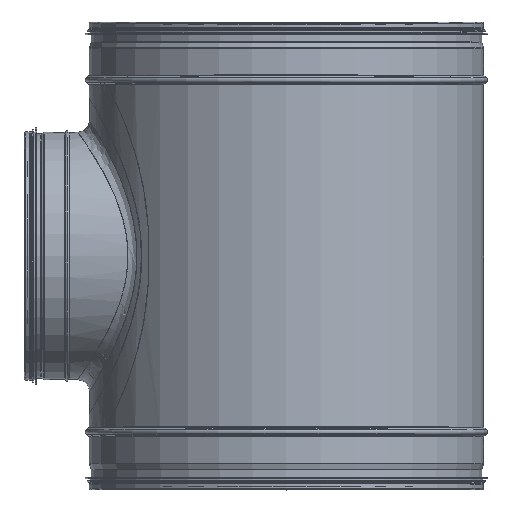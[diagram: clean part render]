
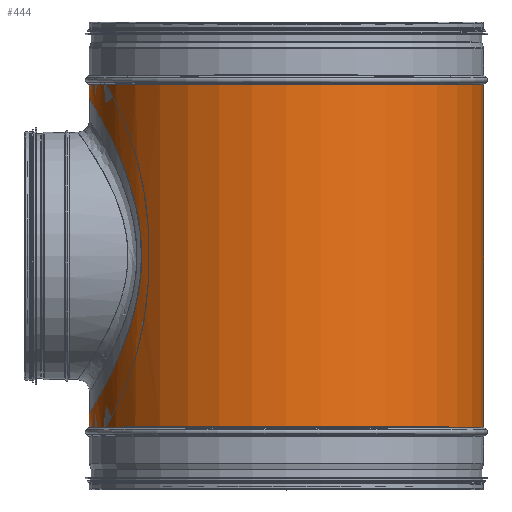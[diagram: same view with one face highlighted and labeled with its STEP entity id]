
A CAD part, top view. The second image highlights one B-rep face of the part: STEP entity #444.
In plain terms, the highlighted cylindrical face has radius 249.375 mm (diameter 498.75 mm), a full revolution.
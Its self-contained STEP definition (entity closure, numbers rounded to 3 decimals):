
#125=CARTESIAN_POINT('',(-183.375,295.,-169.001));
#126=VERTEX_POINT('',#125);
#162=CARTESIAN_POINT('',(-183.375,295.,169.001));
#163=VERTEX_POINT('',#162);
#186=CARTESIAN_POINT('',(-249.375,95.,0.));
#187=VERTEX_POINT('',#186);
#188=CARTESIAN_POINT('',(-183.375,295.,169.001));
#189=CARTESIAN_POINT('',(-183.375,289.109,169.001));
#190=CARTESIAN_POINT('',(-183.575,283.126,168.786));
#191=CARTESIAN_POINT('',(-184.393,271.081,167.892));
#192=CARTESIAN_POINT('',(-185.011,265.021,167.213));
#193=CARTESIAN_POINT('',(-187.47,246.879,164.465));
#194=CARTESIAN_POINT('',(-189.927,234.841,161.674));
#195=CARTESIAN_POINT('',(-195.999,211.62,154.257));
#196=CARTESIAN_POINT('',(-199.61,200.42,149.625));
#197=CARTESIAN_POINT('',(-207.286,179.436,138.797));
#198=CARTESIAN_POINT('',(-211.344,169.652,132.597));
#199=CARTESIAN_POINT('',(-219.386,151.572,118.844));
#200=CARTESIAN_POINT('',(-223.686,142.646,110.692));
#201=CARTESIAN_POINT('',(-231.846,126.526,92.39));
#202=CARTESIAN_POINT('',(-235.699,119.33,82.238));
#203=CARTESIAN_POINT('',(-240.576,110.45,65.903));
#204=CARTESIAN_POINT('',(-242.055,107.803,60.267));
#205=CARTESIAN_POINT('',(-244.644,103.214,48.707));
#206=CARTESIAN_POINT('',(-245.753,101.272,42.782));
#207=CARTESIAN_POINT('',(-247.547,98.149,30.747));
#208=CARTESIAN_POINT('',(-248.232,96.967,24.636));
#209=CARTESIAN_POINT('',(-249.146,95.393,12.342));
#210=CARTESIAN_POINT('',(-249.375,95.,6.158));
#211=CARTESIAN_POINT('',(-249.375,95.,0.));
#212=B_SPLINE_CURVE_WITH_KNOTS('',3,(#188,#189,#190,#191,#192,#193,#194,#195,#196,#197,#198,#199,#200,#201,#202,#203,#204,#205,#206,#207,#208,#209,#210,#211),.UNSPECIFIED.,.F.,.U.,(4,2,2,2,2,2,2,2,2,2,2,4),(57.836,59.604,61.371,64.905,68.44,71.975,75.67,79.365,81.212,83.06,84.907,86.755),.UNSPECIFIED.);
#213=EDGE_CURVE('',#163,#187,#212,.T.);
#266=CARTESIAN_POINT('',(-249.375,95.,0.));
#267=CARTESIAN_POINT('',(-249.375,95.,-6.158));
#268=CARTESIAN_POINT('',(-249.146,95.393,-12.342));
#269=CARTESIAN_POINT('',(-248.232,96.967,-24.636));
#270=CARTESIAN_POINT('',(-247.547,98.149,-30.747));
#271=CARTESIAN_POINT('',(-245.753,101.272,-42.782));
#272=CARTESIAN_POINT('',(-244.644,103.214,-48.707));
#273=CARTESIAN_POINT('',(-242.055,107.803,-60.267));
#274=CARTESIAN_POINT('',(-240.576,110.45,-65.903));
#275=CARTESIAN_POINT('',(-235.699,119.33,-82.238));
#276=CARTESIAN_POINT('',(-231.846,126.526,-92.39));
#277=CARTESIAN_POINT('',(-223.686,142.646,-110.692));
#278=CARTESIAN_POINT('',(-219.386,151.572,-118.844));
#279=CARTESIAN_POINT('',(-211.344,169.652,-132.597));
#280=CARTESIAN_POINT('',(-207.286,179.436,-138.797));
#281=CARTESIAN_POINT('',(-199.61,200.42,-149.625));
#282=CARTESIAN_POINT('',(-195.999,211.62,-154.257));
#283=CARTESIAN_POINT('',(-189.927,234.841,-161.674));
#284=CARTESIAN_POINT('',(-187.47,246.879,-164.465));
#285=CARTESIAN_POINT('',(-185.011,265.021,-167.213));
#286=CARTESIAN_POINT('',(-184.393,271.081,-167.892));
#287=CARTESIAN_POINT('',(-183.575,283.126,-168.786));
#288=CARTESIAN_POINT('',(-183.375,289.109,-169.001));
#289=CARTESIAN_POINT('',(-183.375,295.,-169.001));
#290=B_SPLINE_CURVE_WITH_KNOTS('',3,(#266,#267,#268,#269,#270,#271,#272,#273,#274,#275,#276,#277,#278,#279,#280,#281,#282,#283,#284,#285,#286,#287,#288,#289),.UNSPECIFIED.,.F.,.U.,(4,2,2,2,2,2,2,2,2,2,2,4),(86.755,88.602,90.45,92.297,94.145,97.84,101.535,105.069,108.604,112.138,113.905,115.673),.UNSPECIFIED.);
#291=EDGE_CURVE('',#187,#126,#290,.T.);
#301=CARTESIAN_POINT('',(-249.375,495.0,0.0));
#302=VERTEX_POINT('',#301);
#303=CARTESIAN_POINT('',(-249.375,495.0,0.));
#304=CARTESIAN_POINT('',(-249.375,495.0,6.158));
#305=CARTESIAN_POINT('',(-249.146,494.607,12.342));
#306=CARTESIAN_POINT('',(-248.232,493.033,24.636));
#307=CARTESIAN_POINT('',(-247.547,491.851,30.747));
#308=CARTESIAN_POINT('',(-245.753,488.728,42.782));
#309=CARTESIAN_POINT('',(-244.644,486.786,48.707));
#310=CARTESIAN_POINT('',(-242.055,482.197,60.267));
#311=CARTESIAN_POINT('',(-240.576,479.55,65.903));
#312=CARTESIAN_POINT('',(-235.699,470.67,82.238));
#313=CARTESIAN_POINT('',(-231.846,463.474,92.39));
#314=CARTESIAN_POINT('',(-223.686,447.354,110.692));
#315=CARTESIAN_POINT('',(-219.386,438.428,118.844));
#316=CARTESIAN_POINT('',(-211.344,420.348,132.597));
#317=CARTESIAN_POINT('',(-207.286,410.564,138.797));
#318=CARTESIAN_POINT('',(-199.61,389.58,149.625));
#319=CARTESIAN_POINT('',(-195.999,378.38,154.257));
#320=CARTESIAN_POINT('',(-189.927,355.159,161.674));
#321=CARTESIAN_POINT('',(-187.47,343.121,164.465));
#322=CARTESIAN_POINT('',(-185.011,324.979,167.213));
#323=CARTESIAN_POINT('',(-184.393,318.919,167.892));
#324=CARTESIAN_POINT('',(-183.575,306.874,168.786));
#325=CARTESIAN_POINT('',(-183.375,300.891,169.001));
#326=CARTESIAN_POINT('',(-183.375,295.,169.001));
#327=B_SPLINE_CURVE_WITH_KNOTS('',3,(#303,#304,#305,#306,#307,#308,#309,#310,#311,#312,#313,#314,#315,#316,#317,#318,#319,#320,#321,#322,#323,#324,#325,#326),.UNSPECIFIED.,.F.,.U.,(4,2,2,2,2,2,2,2,2,2,2,4),(28.918,30.766,32.613,34.461,36.308,40.003,43.698,47.233,50.767,54.302,56.069,57.836),.UNSPECIFIED.);
#328=EDGE_CURVE('',#302,#163,#327,.T.);
#330=CARTESIAN_POINT('',(-183.375,295.0,-169.001));
#331=CARTESIAN_POINT('',(-183.375,300.891,-169.001));
#332=CARTESIAN_POINT('',(-183.575,306.874,-168.786));
#333=CARTESIAN_POINT('',(-184.393,318.919,-167.892));
#334=CARTESIAN_POINT('',(-185.011,324.979,-167.213));
#335=CARTESIAN_POINT('',(-187.47,343.121,-164.465));
#336=CARTESIAN_POINT('',(-189.927,355.159,-161.674));
#337=CARTESIAN_POINT('',(-195.999,378.38,-154.257));
#338=CARTESIAN_POINT('',(-199.61,389.58,-149.625));
#339=CARTESIAN_POINT('',(-207.286,410.564,-138.797));
#340=CARTESIAN_POINT('',(-211.344,420.348,-132.597));
#341=CARTESIAN_POINT('',(-219.386,438.428,-118.844));
#342=CARTESIAN_POINT('',(-223.686,447.354,-110.692));
#343=CARTESIAN_POINT('',(-231.846,463.474,-92.39));
#344=CARTESIAN_POINT('',(-235.699,470.67,-82.238));
#345=CARTESIAN_POINT('',(-240.576,479.55,-65.903));
#346=CARTESIAN_POINT('',(-242.055,482.197,-60.267));
#347=CARTESIAN_POINT('',(-244.644,486.786,-48.707));
#348=CARTESIAN_POINT('',(-245.753,488.728,-42.782));
#349=CARTESIAN_POINT('',(-247.547,491.851,-30.747));
#350=CARTESIAN_POINT('',(-248.232,493.033,-24.636));
#351=CARTESIAN_POINT('',(-249.146,494.607,-12.342));
#352=CARTESIAN_POINT('',(-249.375,495.0,-6.158));
#353=CARTESIAN_POINT('',(-249.375,495.0,0.));
#354=B_SPLINE_CURVE_WITH_KNOTS('',3,(#330,#331,#332,#333,#334,#335,#336,#337,#338,#339,#340,#341,#342,#343,#344,#345,#346,#347,#348,#349,#350,#351,#352,#353),.UNSPECIFIED.,.F.,.U.,(4,2,2,2,2,2,2,2,2,2,2,4),(0.0,1.767,3.535,7.069,10.604,14.138,17.833,21.528,23.376,25.223,27.071,28.918),.UNSPECIFIED.);
#355=EDGE_CURVE('',#126,#302,#354,.T.);
#411=CARTESIAN_POINT('',(0.0,186.75,0.0));
#412=DIRECTION('',(0.0,-1.0,0.0));
#413=DIRECTION('',(1.0,0.0,0.0));
#414=AXIS2_PLACEMENT_3D('',#411,#412,#413);
#415=CYLINDRICAL_SURFACE('',#414,249.375);
#416=CARTESIAN_POINT('',(249.375,511.5,0.0));
#417=VERTEX_POINT('',#416);
#418=CARTESIAN_POINT('',(0.0,511.5,0.0));
#419=DIRECTION('',(0.0,-1.0,0.0));
#420=DIRECTION('',(1.0,0.0,0.0));
#421=AXIS2_PLACEMENT_3D('',#418,#419,#420);
#422=CIRCLE('',#421,249.375);
#423=EDGE_CURVE('',#417,#417,#422,.T.);
#424=ORIENTED_EDGE('',*,*,#423,.T.);
#425=EDGE_LOOP('',(#424));
#426=FACE_OUTER_BOUND('',#425,.T.);
#427=ORIENTED_EDGE('',*,*,#291,.T.);
#428=ORIENTED_EDGE('',*,*,#355,.T.);
#429=ORIENTED_EDGE('',*,*,#328,.T.);
#430=ORIENTED_EDGE('',*,*,#213,.T.);
#431=EDGE_LOOP('',(#427,#428,#429,#430));
#432=FACE_BOUND('',#431,.T.);
#433=CARTESIAN_POINT('',(249.375,78.5,0.0));
#434=VERTEX_POINT('',#433);
#435=CARTESIAN_POINT('',(0.0,78.5,0.0));
#436=DIRECTION('',(0.0,-1.0,0.0));
#437=DIRECTION('',(1.0,0.0,0.0));
#438=AXIS2_PLACEMENT_3D('',#435,#436,#437);
#439=CIRCLE('',#438,249.375);
#440=EDGE_CURVE('',#434,#434,#439,.T.);
#441=ORIENTED_EDGE('',*,*,#440,.F.);
#442=EDGE_LOOP('',(#441));
#443=FACE_BOUND('',#442,.T.);
#444=ADVANCED_FACE('',(#426,#432,#443),#415,.T.);
